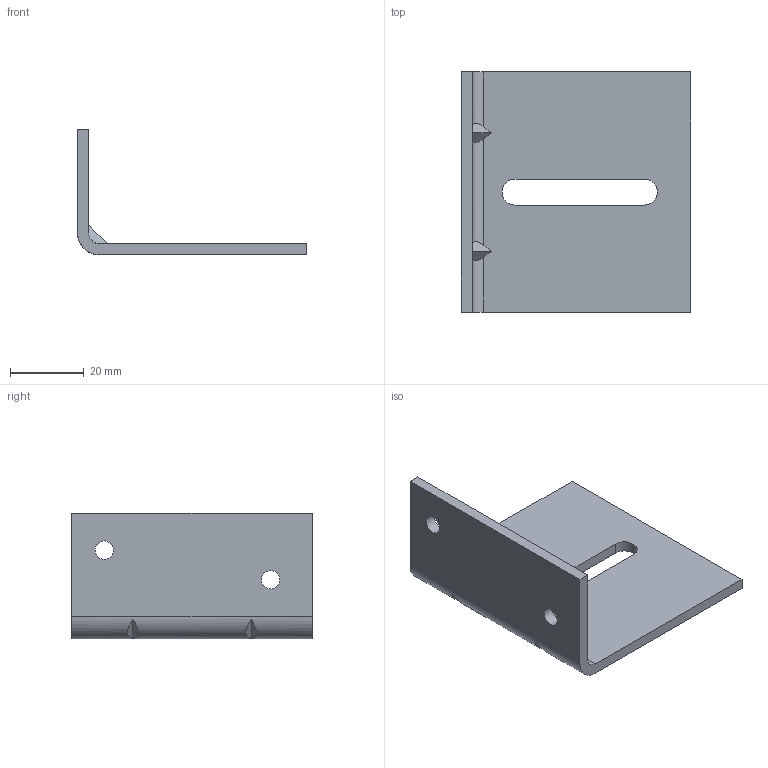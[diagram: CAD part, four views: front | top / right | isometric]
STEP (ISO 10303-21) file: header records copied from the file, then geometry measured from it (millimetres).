
FILE_DESCRIPTION(/* description */ (''),/* implementation_level */ '2;1');
FILE_NAME(/* name */ '3538D.stp',/* time_stamp */ '2019-08-05T14:43:26+02:00',/* author */ ('DIDIERR'),/* organization */ (''),/* preprocessor_version */ 'ST-DEVELOPER v17.2',/* originating_system */ 'Autodesk Inventor 2019',/* authorisation */ '');
FILE_SCHEMA (('AUTOMOTIVE_DESIGN { 1 0 10303 214 3 1 1 }'));
Length unit declared in the file: millimetre
Products named in the file (1): 3538D
Bounding box: 62 x 65 x 34 mm (x, y, z)
Volume: 16821.2 mm3; surface area: 12518.6 mm2
Topology: 1 solids, 1 shells, 26 faces, 68 edges, 46 vertices
Faces by surface type: plane 18, cylinder 8
Full cylindrical faces by diameter (mm): 5 x2
Entity records: 863 total; most frequent: DIRECTION 144, CARTESIAN_POINT 141, ORIENTED_EDGE 136, EDGE_CURVE 68, AXIS2_PLACEMENT_3D 49, LINE 46, VECTOR 46, VERTEX_POINT 46
